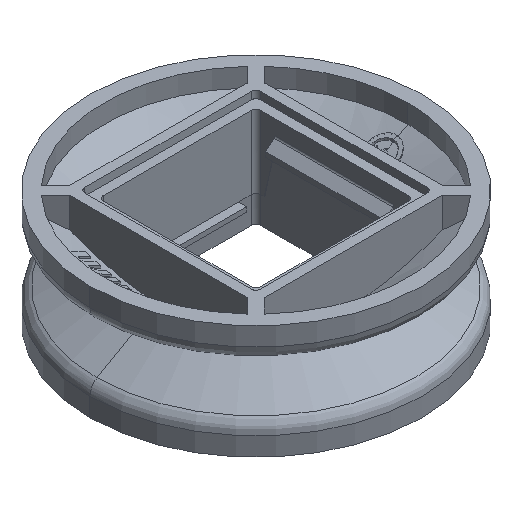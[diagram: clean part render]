
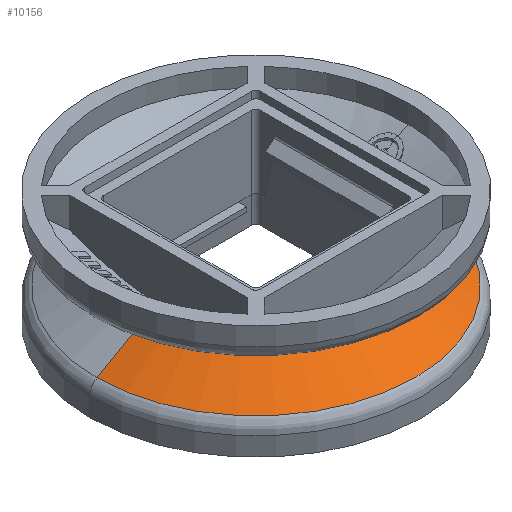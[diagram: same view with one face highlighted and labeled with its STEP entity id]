
A CAD part, isometric view. The second image highlights one B-rep face of the part: STEP entity #10156.
In plain terms, the highlighted conical face has half-angle 60 degrees and reference radius 12 mm.
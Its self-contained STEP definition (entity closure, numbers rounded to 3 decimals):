
#11 = ORIENTED_EDGE ( 'NONE', *, *, #2796, .F. ) ;
#153 = AXIS2_PLACEMENT_3D ( 'NONE', #25037, #7360, #12796 ) ;
#783 = DIRECTION ( 'NONE',  ( -0.866, 0., -0.5 ) ) ;
#831 = ORIENTED_EDGE ( 'NONE', *, *, #16919, .T. ) ;
#2165 = DIRECTION ( 'NONE',  ( 0., 0., 1. ) ) ;
#2636 = EDGE_LOOP ( 'NONE', ( #11, #831, #17972, #10124 ) ) ;
#2796 = EDGE_CURVE ( 'NONE', #2879, #7179, #23201, .T. ) ;
#2879 = VERTEX_POINT ( 'NONE', #7962 ) ;
#5746 = CIRCLE ( 'NONE', #7378, 12.375 ) ;
#6054 = LINE ( 'NONE', #22184, #10177 ) ;
#6729 = VERTEX_POINT ( 'NONE', #12280 ) ;
#7179 = VERTEX_POINT ( 'NONE', #18184 ) ;
#7360 = DIRECTION ( 'NONE',  ( 0., 0., -1. ) ) ;
#7378 = AXIS2_PLACEMENT_3D ( 'NONE', #8689, #24564, #14891 ) ;
#7917 = VECTOR ( 'NONE', #22944, 1000. ) ;
#7962 = CARTESIAN_POINT ( 'NONE',  ( 12.375, 0., -0.217 ) ) ;
#8185 = DIRECTION ( 'NONE',  ( -1., 0., 0. ) ) ;
#8689 = CARTESIAN_POINT ( 'NONE',  ( 0., 0., -0.217 ) ) ;
#10124 = ORIENTED_EDGE ( 'NONE', *, *, #16834, .T. ) ;
#10156 = ADVANCED_FACE ( 'NONE', ( #11101 ), #19462, .T. ) ;
#10177 = VECTOR ( 'NONE', #783, 1000. ) ;
#11101 = FACE_OUTER_BOUND ( 'NONE', #2636, .T. ) ;
#11940 = CARTESIAN_POINT ( 'NONE',  ( 0., 0., -2.742 ) ) ;
#12280 = CARTESIAN_POINT ( 'NONE',  ( -12.375, 0., -0.217 ) ) ;
#12796 = DIRECTION ( 'NONE',  ( -1., 0., 0. ) ) ;
#13658 = CARTESIAN_POINT ( 'NONE',  ( 12., 0., 0. ) ) ;
#13996 = AXIS2_PLACEMENT_3D ( 'NONE', #11940, #2165, #8185 ) ;
#14891 = DIRECTION ( 'NONE',  ( 1., 0., 0. ) ) ;
#16834 = EDGE_CURVE ( 'NONE', #22049, #7179, #23053, .T. ) ;
#16919 = EDGE_CURVE ( 'NONE', #2879, #6729, #5746, .T. ) ;
#17972 = ORIENTED_EDGE ( 'NONE', *, *, #20737, .T. ) ;
#18184 = CARTESIAN_POINT ( 'NONE',  ( 16.75, 0., -2.742 ) ) ;
#19462 = CONICAL_SURFACE ( 'NONE', #153, 12., 1.047 ) ;
#20737 = EDGE_CURVE ( 'NONE', #6729, #22049, #6054, .T. ) ;
#22049 = VERTEX_POINT ( 'NONE', #23707 ) ;
#22184 = CARTESIAN_POINT ( 'NONE',  ( -12., 0., 0. ) ) ;
#22944 = DIRECTION ( 'NONE',  ( 0.866, 0., -0.5 ) ) ;
#23053 = CIRCLE ( 'NONE', #13996, 16.75 ) ;
#23201 = LINE ( 'NONE', #13658, #7917 ) ;
#23707 = CARTESIAN_POINT ( 'NONE',  ( -16.75, 0., -2.742 ) ) ;
#24564 = DIRECTION ( 'NONE',  ( 0., 0., -1. ) ) ;
#25037 = CARTESIAN_POINT ( 'NONE',  ( 0., 0., 0. ) ) ;
